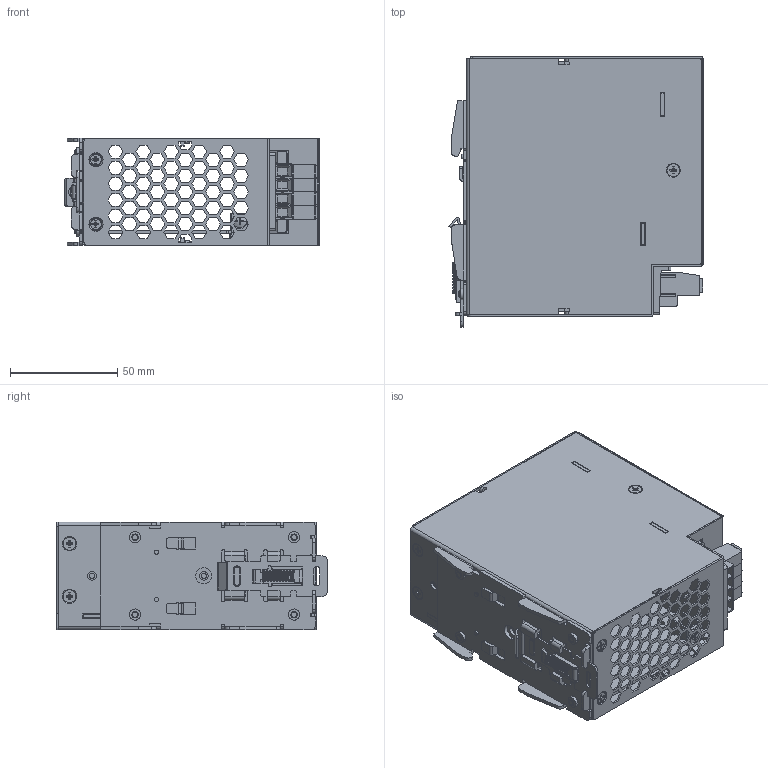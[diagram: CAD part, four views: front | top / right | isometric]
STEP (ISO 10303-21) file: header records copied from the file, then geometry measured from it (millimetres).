
FILE_DESCRIPTION (( 'STEP AP214' ), '1' );
FILE_NAME ('PSB24-060S-3.STEP', '2015-10-29T13:50:37', ( '' ), ( '' ), 'SwSTEP 2.0', 'SolidWorks 2014', '' );
FILE_SCHEMA (( 'AUTOMOTIVE_DESIGN' ));
Length unit declared in the file: inch
Products named in the file (35): 346142080000_STAND-OFF-M3XL4; ASSY_PWB_DRP024V060W3BD_ASM; 2958055702_PWB; EE_VR550; ASSY_LATCH_50X100_ASM_2; ASSY_LED350_ASM_1; 3462026200_2; EE_LED350_1; 3460088100_2; 3122016400_LED-HOLDER; 346130370000; ASSY_DCT-1503_ASM; 320231520000; 3076624046_EPK635VS-04P_ASM; 326820910000; 3076624046_A_PRT0002; 324498500101; 3076624046_A_PRT0001; 326356700000; 2968150302_DCT-1503; 330314840000; ASSY_DCT-1509_ASM; 330313020101; 3350940600; PRT0001; PSB24-060S-3; 2968150902_DCT-1569; ASSY_HS1_ASM; 334700180101; 3470422400; 347205340102-2; 3105263700; 3103300600; 335208570000; 3105320000
Assembly tree (48 placements, depth 5):
  PSB24-060S-3
    330313020101
    330314840000
    326356700000
    324498500101
    326820910000
    320231520000
    ASSY_LATCH_50X100_ASM_2
      346130370000
      3460088100_2
      3462026200_2
    ASSY_PWB_DRP024V060W3BD_ASM
      2958055702_PWB
      346142080000_STAND-OFF-M3XL4
      335208570000
      3105263700  x4
      3470422400
      ASSY_HS1_ASM
        334700180101
      ASSY_DCT-1509_ASM
        2968150902_DCT-1569
        PRT0001
        3350940600
      ASSY_DCT-1503_ASM
        2968150302_DCT-1503
        3076624046_EPK635VS-04P_ASM
          3076624046_A_PRT0001  x2
          3076624046_A_PRT0002  x2
      ASSY_LED350_ASM_1
        3122016400_LED-HOLDER
        EE_LED350_1
      EE_VR550
    3105320000  x10
    3103300600
    347205340102-2
Bounding box: 118.42 x 126 x 50.1 mm (x, y, z)
Volume: 128111.8 mm3; surface area: 207843.8 mm2
Topology: 43 solids, 47 shells, 6264 faces, 16768 edges, 10839 vertices
Faces by surface type: plane 3858, bspline 1214, cylinder 922, cone 182, torus 68, sphere 20
Entity records: 192411 total; most frequent: CARTESIAN_POINT 55054, ORIENTED_EDGE 28922, DIRECTION 22334, EDGE_CURVE 14461, LINE 10378, VECTOR 10378, VERTEX_POINT 9508, EDGE_LOOP 5999
